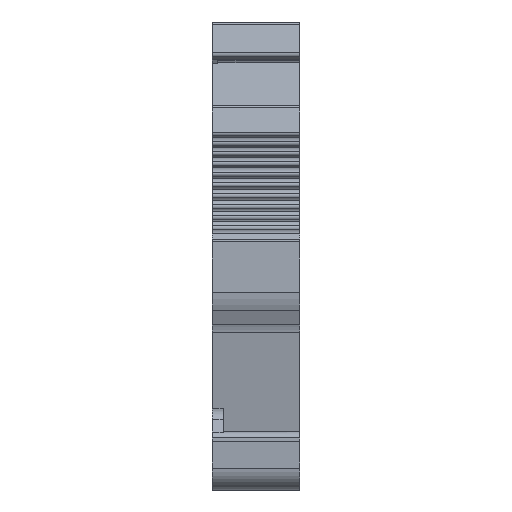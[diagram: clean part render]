
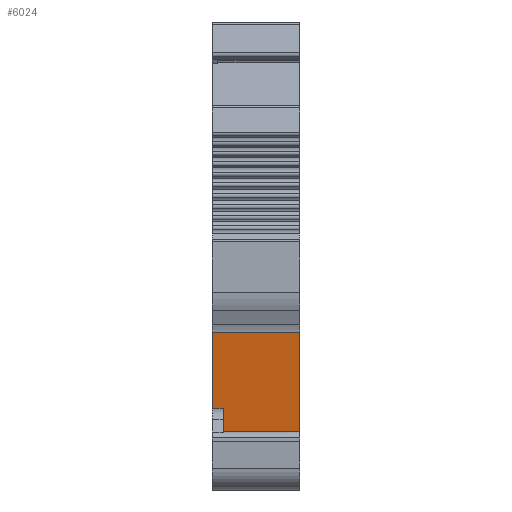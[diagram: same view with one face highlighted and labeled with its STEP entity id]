
A CAD part, left-side view. The second image highlights one B-rep face of the part: STEP entity #6024.
In plain terms, the highlighted planar face has unit normal (-0.986, 0, -0.168).
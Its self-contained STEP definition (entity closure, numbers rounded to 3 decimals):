
#1151=ORIENTED_EDGE('',*,*,#2832,.T.);
#1152=ORIENTED_EDGE('',*,*,#2946,.F.);
#1153=ORIENTED_EDGE('',*,*,#2520,.F.);
#1154=ORIENTED_EDGE('',*,*,#2947,.F.);
#1155=ORIENTED_EDGE('',*,*,#2948,.F.);
#1156=ORIENTED_EDGE('',*,*,#2945,.T.);
#2520=EDGE_CURVE('',#3459,#3460,#4008,.T.);
#2832=EDGE_CURVE('',#3756,#3755,#4169,.T.);
#2945=EDGE_CURVE('',#3832,#3756,#4246,.T.);
#2946=EDGE_CURVE('',#3460,#3755,#4247,.T.);
#2947=EDGE_CURVE('',#3833,#3459,#4248,.T.);
#2948=EDGE_CURVE('',#3832,#3833,#4249,.T.);
#3459=VERTEX_POINT('',#9127);
#3460=VERTEX_POINT('',#9129);
#3755=VERTEX_POINT('',#9750);
#3756=VERTEX_POINT('',#9752);
#3832=VERTEX_POINT('',#9965);
#3833=VERTEX_POINT('',#9970);
#4008=LINE('',#9128,#4608);
#4169=LINE('',#9751,#4769);
#4246=LINE('',#9966,#4846);
#4247=LINE('',#9968,#4847);
#4248=LINE('',#9969,#4848);
#4249=LINE('',#9971,#4849);
#4608=VECTOR('',#7177,1000.);
#4769=VECTOR('',#7670,1000.);
#4846=VECTOR('',#7869,1000.);
#4847=VECTOR('',#7872,1000.);
#4848=VECTOR('',#7873,1000.);
#4849=VECTOR('',#7874,1000.);
#5205=EDGE_LOOP('',(#1151,#1152,#1153,#1154,#1155,#1156));
#5534=FACE_BOUND('',#5205,.T.);
#5856=PLANE('',#6624);
#6024=ADVANCED_FACE('',(#5534),#5856,.F.);
#6624=AXIS2_PLACEMENT_3D('',#9967,#7870,#7871);
#7177=DIRECTION('',(-0.168,0.,0.986));
#7670=DIRECTION('',(-0.168,0.,0.986));
#7869=DIRECTION('',(0.,-1.,0.));
#7870=DIRECTION('',(0.986,0.,0.168));
#7871=DIRECTION('',(0.168,0.,-0.986));
#7872=DIRECTION('',(0.,-1.,0.));
#7873=DIRECTION('',(0.,1.,0.));
#7874=DIRECTION('',(-0.168,0.,0.986));
#9127=CARTESIAN_POINT('',(-28.65,4.25,-10.663));
#9128=CARTESIAN_POINT('',(-29.608,4.25,-5.044));
#9129=CARTESIAN_POINT('',(-29.844,4.25,-3.657));
#9750=CARTESIAN_POINT('',(-29.844,-3.75,-3.657));
#9751=CARTESIAN_POINT('',(-27.853,-3.75,-15.344));
#9752=CARTESIAN_POINT('',(-27.853,-3.75,-15.344));
#9965=CARTESIAN_POINT('',(-27.853,3.25,-15.344));
#9966=CARTESIAN_POINT('',(-27.853,17.413,-15.344));
#9967=CARTESIAN_POINT('',(-27.853,17.413,-15.344));
#9968=CARTESIAN_POINT('',(-29.844,17.413,-3.657));
#9969=CARTESIAN_POINT('',(-28.65,3.25,-10.663));
#9970=CARTESIAN_POINT('',(-28.65,3.25,-10.663));
#9971=CARTESIAN_POINT('',(-27.853,3.25,-15.344));
